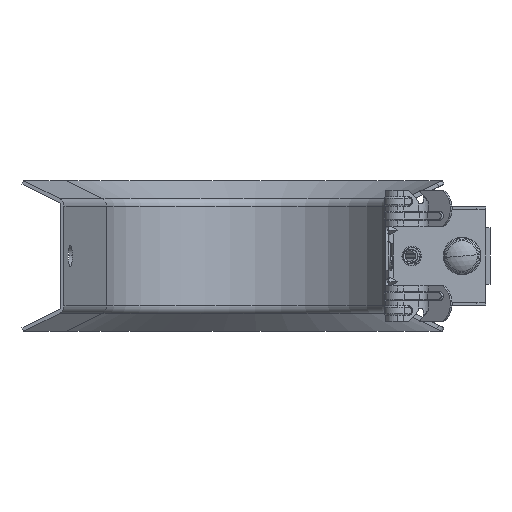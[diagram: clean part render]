
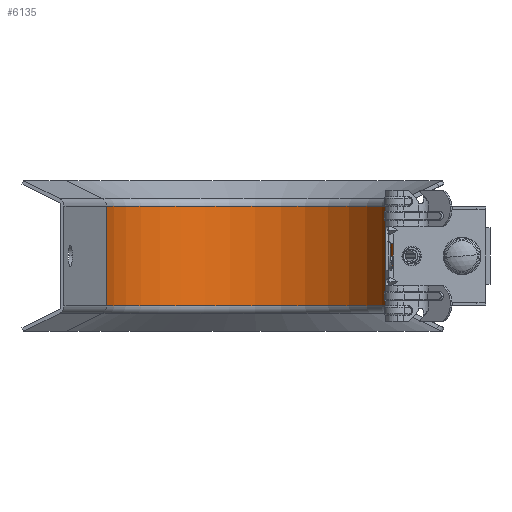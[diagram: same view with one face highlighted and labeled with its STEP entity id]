
A CAD part, front view. The second image highlights one B-rep face of the part: STEP entity #6135.
In plain terms, the highlighted cylindrical face has radius 50.8 mm (diameter 101.6 mm), a partial arc.
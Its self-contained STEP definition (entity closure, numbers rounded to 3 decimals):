
#918 = VERTEX_POINT ( 'NONE', #10639 ) ;
#947 = AXIS2_PLACEMENT_3D ( 'NONE', #9730, #4024, #5228 ) ;
#969 = VERTEX_POINT ( 'NONE', #7272 ) ;
#1252 = ORIENTED_EDGE ( 'NONE', *, *, #7452, .F. ) ;
#1818 = DIRECTION ( 'NONE',  ( 0., 0., -1. ) ) ;
#1823 = VECTOR ( 'NONE', #3468, 1000. ) ;
#1886 = FACE_OUTER_BOUND ( 'NONE', #14006, .T. ) ;
#2399 = ORIENTED_EDGE ( 'NONE', *, *, #8330, .T. ) ;
#2727 = VERTEX_POINT ( 'NONE', #4532 ) ;
#3055 = VERTEX_POINT ( 'NONE', #12258 ) ;
#3108 = ORIENTED_EDGE ( 'NONE', *, *, #11904, .T. ) ;
#3273 = VECTOR ( 'NONE', #12145, 1000. ) ;
#3468 = DIRECTION ( 'NONE',  ( 0., 0., 1. ) ) ;
#3596 = CIRCLE ( 'NONE', #947, 50.8 ) ;
#4024 = DIRECTION ( 'NONE',  ( 0., 0., -1. ) ) ;
#4532 = CARTESIAN_POINT ( 'NONE',  ( -101.805, -136.577, -16.97 ) ) ;
#4664 = CARTESIAN_POINT ( 'NONE',  ( -1.35, -125.85, -18.843 ) ) ;
#5167 = LINE ( 'NONE', #7554, #3273 ) ;
#5228 = DIRECTION ( 'NONE',  ( 1., 0., 0. ) ) ;
#6135 = ADVANCED_FACE ( 'NONE', ( #1886 ), #6394, .F. ) ;
#6394 = CYLINDRICAL_SURFACE ( 'NONE', #14757, 50.8 ) ;
#6965 = ORIENTED_EDGE ( 'NONE', *, *, #9871, .T. ) ;
#7272 = CARTESIAN_POINT ( 'NONE',  ( -1.35, -125.85, 16.97 ) ) ;
#7452 = EDGE_CURVE ( 'NONE', #918, #969, #9395, .T. ) ;
#7554 = CARTESIAN_POINT ( 'NONE',  ( -101.805, -136.577, -18.843 ) ) ;
#7939 = CIRCLE ( 'NONE', #14207, 50.8 ) ;
#8330 = EDGE_CURVE ( 'NONE', #2727, #3055, #5167, .T. ) ;
#9395 = LINE ( 'NONE', #4664, #1823 ) ;
#9730 = CARTESIAN_POINT ( 'NONE',  ( -52.15, -125.85, -16.97 ) ) ;
#9871 = EDGE_CURVE ( 'NONE', #918, #2727, #3596, .T. ) ;
#9983 = CARTESIAN_POINT ( 'NONE',  ( -52.15, -125.85, 16.97 ) ) ;
#10639 = CARTESIAN_POINT ( 'NONE',  ( -1.35, -125.85, -16.97 ) ) ;
#11904 = EDGE_CURVE ( 'NONE', #3055, #969, #7939, .T. ) ;
#12145 = DIRECTION ( 'NONE',  ( 0., 0., 1. ) ) ;
#12258 = CARTESIAN_POINT ( 'NONE',  ( -101.805, -136.577, 16.97 ) ) ;
#13379 = DIRECTION ( 'NONE',  ( 1., 0., 0. ) ) ;
#13608 = DIRECTION ( 'NONE',  ( 0., 0., 1. ) ) ;
#14006 = EDGE_LOOP ( 'NONE', ( #1252, #6965, #2399, #3108 ) ) ;
#14207 = AXIS2_PLACEMENT_3D ( 'NONE', #9983, #13608, #13379 ) ;
#14305 = DIRECTION ( 'NONE',  ( -1., 0., 0. ) ) ;
#14594 = CARTESIAN_POINT ( 'NONE',  ( -52.15, -125.85, 0. ) ) ;
#14757 = AXIS2_PLACEMENT_3D ( 'NONE', #14594, #1818, #14305 ) ;
